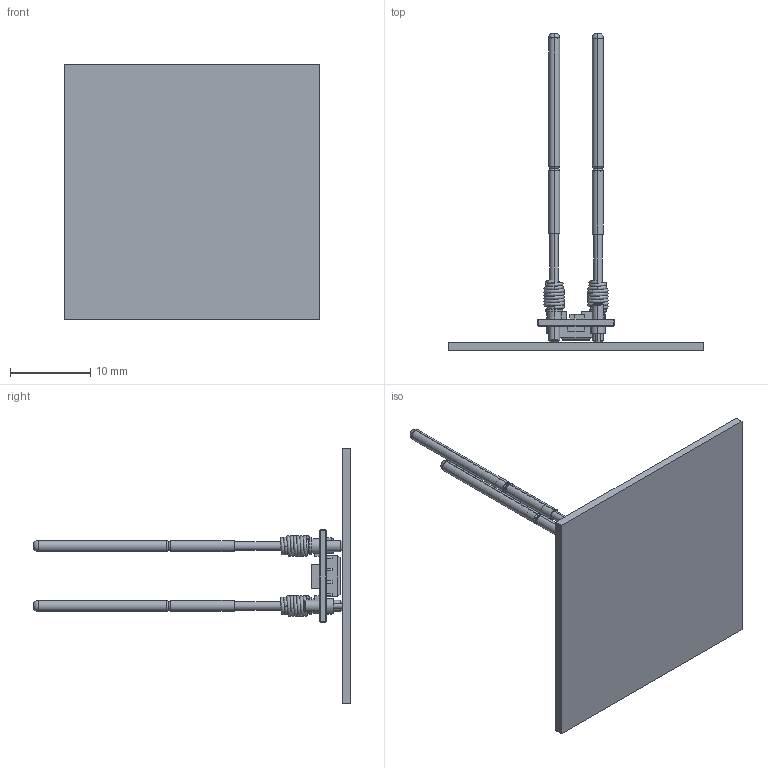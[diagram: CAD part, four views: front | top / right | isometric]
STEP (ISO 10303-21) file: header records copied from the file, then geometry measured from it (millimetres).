
FILE_DESCRIPTION (( 'STEP AP214' ), '1' );
FILE_NAME ('INGUN_54775.STEP', '2021-05-05T11:19:35', ( '' ), ( '' ), 'SwSTEP 2.0', 'SolidWorks 2018', '' );
FILE_SCHEMA (( 'AUTOMOTIVE_DESIGN' ));
Length unit declared in the file: millimetre
Products named in the file (10): 14762~0; GKS-925_TJA_1000-S~1; RFE-925_TJ~1; RKT-925_TJ-S~1; RKO-925_350_174~0; RST-925_E00_TG-P~4_#10<Standard>; TestJet_Electronic_Plate~1; 108704~0_FrameScan 31,8x31,8 (14766); INGUN_54775; Führungsbuchse_TestJet~0
Assembly tree (13 placements, depth 4):
  INGUN_54775
    108704~0_FrameScan 31,8x31,8 (14766)
    14762~0
      TestJet_Electronic_Plate~1
      Führungsbuchse_TestJet~0  x4
      GKS-925_TJA_1000-S~1  x2
        RST-925_E00_TG-P~4_#10<Standard>
        RKO-925_350_174~0
        RKT-925_TJ-S~1
        RFE-925_TJ~1
Bounding box: 31.8 x 39.5 x 31.8 mm (x, y, z)
Volume: 1248 mm3; surface area: 3360.8 mm2
Topology: 16 solids, 16 shells, 761 faces, 1848 edges, 1180 vertices
Faces by surface type: plane 333, bspline 226, cylinder 130, cone 40, torus 32
Entity records: 36372 total; most frequent: CARTESIAN_POINT 17347, ORIENTED_EDGE 3142, DIRECTION 2157, EDGE_CURVE 1571, VERTEX_POINT 1020, LINE 959, VECTOR 959, EDGE_LOOP 707
